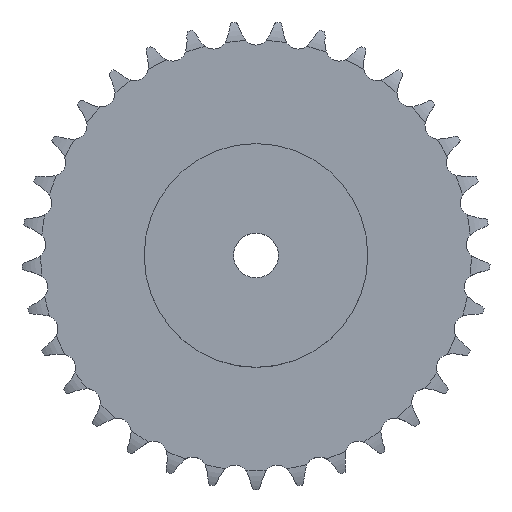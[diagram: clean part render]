
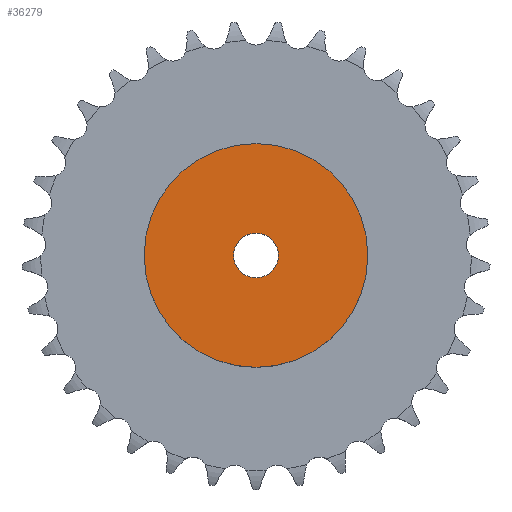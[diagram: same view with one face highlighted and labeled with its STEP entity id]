
A CAD part, top view. The second image highlights one B-rep face of the part: STEP entity #36279.
In plain terms, the highlighted planar face has unit normal (0, 0, 1).
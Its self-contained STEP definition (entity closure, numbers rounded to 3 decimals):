
#4221 = CYLINDRICAL_SURFACE('',#4222,50.);
#4222 = AXIS2_PLACEMENT_3D('',#4223,#4224,#4225);
#4223 = CARTESIAN_POINT('',(0.,0.,0.));
#4224 = DIRECTION('',(-0.,-0.,-1.));
#4225 = DIRECTION('',(1.,0.,0.));
#22660 = VERTEX_POINT('',#22661);
#22661 = CARTESIAN_POINT('',(50.,0.,40.));
#22682 = EDGE_CURVE('',#22660,#22660,#22683,.T.);
#22683 = SURFACE_CURVE('',#22684,(#22689,#22696),.PCURVE_S1.);
#22684 = CIRCLE('',#22685,50.);
#22685 = AXIS2_PLACEMENT_3D('',#22686,#22687,#22688);
#22686 = CARTESIAN_POINT('',(0.,0.,40.));
#22687 = DIRECTION('',(0.,0.,1.));
#22688 = DIRECTION('',(1.,0.,0.));
#22689 = PCURVE('',#4221,#22690);
#22690 = DEFINITIONAL_REPRESENTATION('',(#22691),#22695);
#22691 = LINE('',#22692,#22693);
#22692 = CARTESIAN_POINT('',(-0.,-40.));
#22693 = VECTOR('',#22694,1.);
#22694 = DIRECTION('',(-1.,0.));
#22695 = ( GEOMETRIC_REPRESENTATION_CONTEXT(2) 
PARAMETRIC_REPRESENTATION_CONTEXT() REPRESENTATION_CONTEXT('2D SPACE',''
  ) );
#22696 = PCURVE('',#22697,#22702);
#22697 = PLANE('',#22698);
#22698 = AXIS2_PLACEMENT_3D('',#22699,#22700,#22701);
#22699 = CARTESIAN_POINT('',(0.,0.,40.)
  );
#22700 = DIRECTION('',(0.,0.,1.));
#22701 = DIRECTION('',(1.,0.,0.));
#22702 = DEFINITIONAL_REPRESENTATION('',(#22703),#22707);
#22703 = CIRCLE('',#22704,50.);
#22704 = AXIS2_PLACEMENT_2D('',#22705,#22706);
#22705 = CARTESIAN_POINT('',(0.,0.));
#22706 = DIRECTION('',(1.,0.));
#22707 = ( GEOMETRIC_REPRESENTATION_CONTEXT(2) 
PARAMETRIC_REPRESENTATION_CONTEXT() REPRESENTATION_CONTEXT('2D SPACE',''
  ) );
#30860 = CYLINDRICAL_SURFACE('',#30861,10.);
#30861 = AXIS2_PLACEMENT_3D('',#30862,#30863,#30864);
#30862 = CARTESIAN_POINT('',(0.,0.,316.127));
#30863 = DIRECTION('',(0.,0.,1.));
#30864 = DIRECTION('',(1.,0.,0.));
#36279 = ADVANCED_FACE('',(#36280,#36283),#22697,.T.);
#36280 = FACE_BOUND('',#36281,.T.);
#36281 = EDGE_LOOP('',(#36282));
#36282 = ORIENTED_EDGE('',*,*,#22682,.T.);
#36283 = FACE_BOUND('',#36284,.T.);
#36284 = EDGE_LOOP('',(#36285));
#36285 = ORIENTED_EDGE('',*,*,#36286,.F.);
#36286 = EDGE_CURVE('',#36287,#36287,#36289,.T.);
#36287 = VERTEX_POINT('',#36288);
#36288 = CARTESIAN_POINT('',(10.,0.,40.));
#36289 = SURFACE_CURVE('',#36290,(#36295,#36302),.PCURVE_S1.);
#36290 = CIRCLE('',#36291,10.);
#36291 = AXIS2_PLACEMENT_3D('',#36292,#36293,#36294);
#36292 = CARTESIAN_POINT('',(0.,0.,40.));
#36293 = DIRECTION('',(0.,0.,1.));
#36294 = DIRECTION('',(1.,0.,0.));
#36295 = PCURVE('',#22697,#36296);
#36296 = DEFINITIONAL_REPRESENTATION('',(#36297),#36301);
#36297 = CIRCLE('',#36298,10.);
#36298 = AXIS2_PLACEMENT_2D('',#36299,#36300);
#36299 = CARTESIAN_POINT('',(0.,0.));
#36300 = DIRECTION('',(1.,0.));
#36301 = ( GEOMETRIC_REPRESENTATION_CONTEXT(2) 
PARAMETRIC_REPRESENTATION_CONTEXT() REPRESENTATION_CONTEXT('2D SPACE',''
  ) );
#36302 = PCURVE('',#30860,#36303);
#36303 = DEFINITIONAL_REPRESENTATION('',(#36304),#36308);
#36304 = LINE('',#36305,#36306);
#36305 = CARTESIAN_POINT('',(0.,-276.127));
#36306 = VECTOR('',#36307,1.);
#36307 = DIRECTION('',(1.,0.));
#36308 = ( GEOMETRIC_REPRESENTATION_CONTEXT(2) 
PARAMETRIC_REPRESENTATION_CONTEXT() REPRESENTATION_CONTEXT('2D SPACE',''
  ) );
